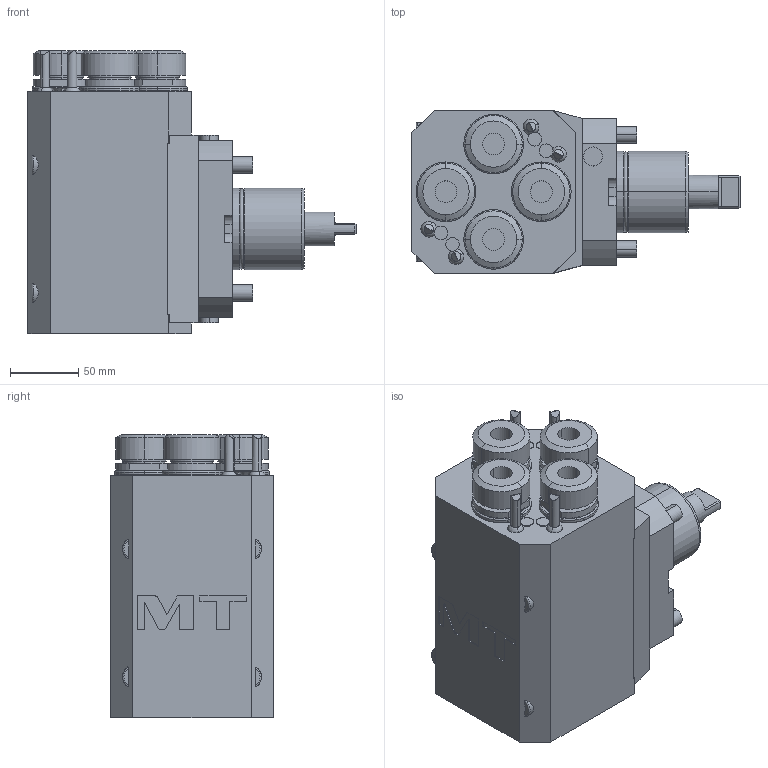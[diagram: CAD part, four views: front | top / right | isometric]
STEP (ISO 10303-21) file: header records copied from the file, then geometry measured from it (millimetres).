
FILE_DESCRIPTION((''),'2;1');
FILE_NAME('MNL1110425_CONF','2023-02-16T10:45:05',('sterribile'),('M.T. srl'),'CREO PARAMETRIC BY PTC INC, 2021072','CREO PARAMETRIC BY PTC INC, 2021072','');
FILE_SCHEMA(('CONFIG_CONTROL_DESIGN'));
Length unit declared in the file: millimetre
Products named in the file (1): MNL1110425_CONF
Bounding box: 241 x 120 x 208.3 mm (x, y, z)
Volume: 3212919.6 mm3; surface area: 171980.2 mm2
Topology: 1 solids, 1 shells, 388 faces, 896 edges, 576 vertices
Faces by surface type: plane 176, cylinder 156, torus 26, cone 20, sphere 8, extrusion 2
Entity records: 11682 total; most frequent: CARTESIAN_POINT 2528, DIRECTION 2023, ORIENTED_EDGE 1792, EDGE_CURVE 896, AXIS2_PLACEMENT_3D 784, VERTEX_POINT 576, VECTOR 455, EDGE_LOOP 454
